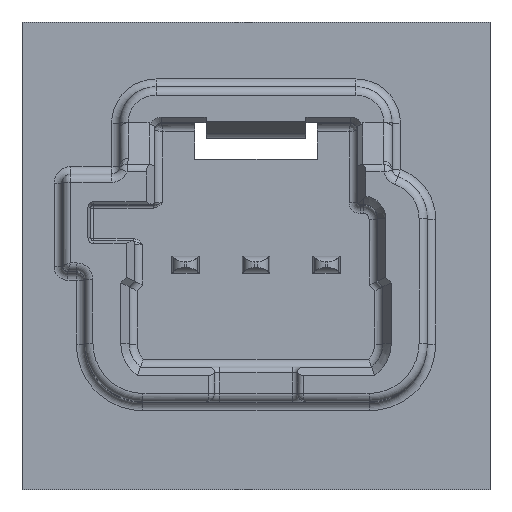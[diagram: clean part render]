
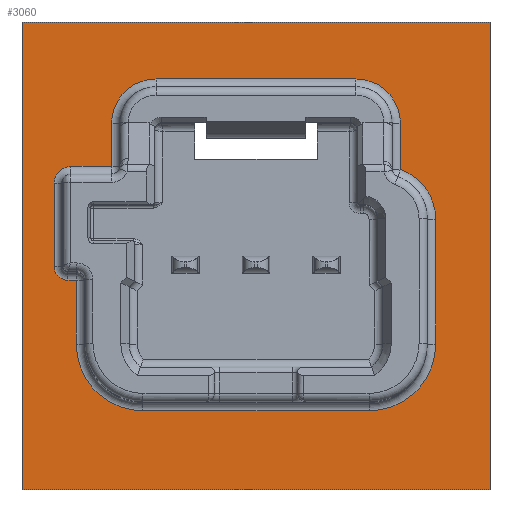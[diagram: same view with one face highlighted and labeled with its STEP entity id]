
A CAD part, top view. The second image highlights one B-rep face of the part: STEP entity #3060.
In plain terms, the highlighted planar face has unit normal (0, 0, 1).
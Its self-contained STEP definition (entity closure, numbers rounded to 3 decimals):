
#1507=AXIS2_PLACEMENT_3D('Circle Axis2P3D',#1505,#1506,$) ;
#2897=AXIS2_PLACEMENT_3D('Circle Axis2P3D',#2895,#2896,$) ;
#2917=AXIS2_PLACEMENT_3D('Plane Axis2P3D',#2914,#2915,#2916) ;
#2962=AXIS2_PLACEMENT_3D('Circle Axis2P3D',#2960,#2961,$) ;
#2976=AXIS2_PLACEMENT_3D('Circle Axis2P3D',#2974,#2975,$) ;
#2990=AXIS2_PLACEMENT_3D('Circle Axis2P3D',#2988,#2989,$) ;
#3011=AXIS2_PLACEMENT_3D('Circle Axis2P3D',#3009,#3010,$) ;
#3025=AXIS2_PLACEMENT_3D('Circle Axis2P3D',#3023,#3024,$) ;
#1449=CARTESIAN_POINT('Line Origine',(0.,6.375,0.)) ;
#1453=CARTESIAN_POINT('Vertex',(3.6,6.375,0.)) ;
#1455=CARTESIAN_POINT('Vertex',(-3.6,6.375,0.)) ;
#1505=CARTESIAN_POINT('Axis2P3D Location',(-3.6,4.775,0.)) ;
#1509=CARTESIAN_POINT('Vertex',(-5.2,4.775,0.)) ;
#2895=CARTESIAN_POINT('Axis2P3D Location',(3.6,4.775,0.)) ;
#2899=CARTESIAN_POINT('Vertex',(5.2,4.775,0.)) ;
#2914=CARTESIAN_POINT('Axis2P3D Location',(-3.375,6.323,0.)) ;
#2919=CARTESIAN_POINT('Line Origine',(0.,8.425,0.)) ;
#2923=CARTESIAN_POINT('Vertex',(8.426,8.425,0.)) ;
#2925=CARTESIAN_POINT('Vertex',(-8.426,8.425,0.)) ;
#2928=CARTESIAN_POINT('Line Origine',(-8.426,0.,0.)) ;
#2932=CARTESIAN_POINT('Vertex',(-8.426,-8.425,0.)) ;
#2935=CARTESIAN_POINT('Line Origine',(0.,-8.425,0.)) ;
#2939=CARTESIAN_POINT('Vertex',(8.426,-8.425,0.)) ;
#2942=CARTESIAN_POINT('Line Origine',(8.426,0.,0.)) ;
#2953=CARTESIAN_POINT('Line Origine',(5.2,3.946,0.)) ;
#2957=CARTESIAN_POINT('Vertex',(5.2,3.118,0.)) ;
#2960=CARTESIAN_POINT('Axis2P3D Location',(4.57,1.325,0.)) ;
#2964=CARTESIAN_POINT('Vertex',(6.47,1.325,0.)) ;
#2967=CARTESIAN_POINT('Line Origine',(6.47,-0.925,0.)) ;
#2971=CARTESIAN_POINT('Vertex',(6.47,-3.175,0.)) ;
#2974=CARTESIAN_POINT('Axis2P3D Location',(4.07,-3.175,0.)) ;
#2978=CARTESIAN_POINT('Vertex',(4.07,-5.575,0.)) ;
#2981=CARTESIAN_POINT('Line Origine',(0.,-5.575,0.)) ;
#2985=CARTESIAN_POINT('Vertex',(-4.07,-5.575,0.)) ;
#2988=CARTESIAN_POINT('Axis2P3D Location',(-4.07,-3.175,0.)) ;
#2992=CARTESIAN_POINT('Vertex',(-6.47,-3.175,0.)) ;
#2995=CARTESIAN_POINT('Line Origine',(-6.47,-2.025,0.)) ;
#2999=CARTESIAN_POINT('Vertex',(-6.47,-0.875,0.)) ;
#3002=CARTESIAN_POINT('Line Origine',(-6.62,-0.875,0.)) ;
#3006=CARTESIAN_POINT('Vertex',(-6.77,-0.875,0.)) ;
#3009=CARTESIAN_POINT('Axis2P3D Location',(-6.77,-0.375,0.)) ;
#3013=CARTESIAN_POINT('Vertex',(-7.27,-0.375,0.)) ;
#3016=CARTESIAN_POINT('Line Origine',(-7.27,1.125,0.)) ;
#3020=CARTESIAN_POINT('Vertex',(-7.27,2.625,0.)) ;
#3023=CARTESIAN_POINT('Axis2P3D Location',(-6.67,2.625,0.)) ;
#3027=CARTESIAN_POINT('Vertex',(-6.67,3.225,0.)) ;
#3030=CARTESIAN_POINT('Line Origine',(-5.935,3.225,0.)) ;
#3034=CARTESIAN_POINT('Vertex',(-5.2,3.225,0.)) ;
#3037=CARTESIAN_POINT('Line Origine',(-5.2,4.,0.)) ;
#1450=DIRECTION('Vector Direction',(1.,0.,0.)) ;
#1506=DIRECTION('Axis2P3D Direction',(-0.,0.,1.)) ;
#2896=DIRECTION('Axis2P3D Direction',(0.,0.,1.)) ;
#2915=DIRECTION('Axis2P3D Direction',(-0.,-0.,-1.)) ;
#2916=DIRECTION('Axis2P3D XDirection',(0.,-1.,0.)) ;
#2920=DIRECTION('Vector Direction',(1.,0.,0.)) ;
#2929=DIRECTION('Vector Direction',(0.,1.,0.)) ;
#2936=DIRECTION('Vector Direction',(-1.,0.,0.)) ;
#2943=DIRECTION('Vector Direction',(0.,-1.,0.)) ;
#2954=DIRECTION('Vector Direction',(0.,-1.,0.)) ;
#2961=DIRECTION('Axis2P3D Direction',(-0.,-0.,-1.)) ;
#2968=DIRECTION('Vector Direction',(0.,-1.,0.)) ;
#2975=DIRECTION('Axis2P3D Direction',(-0.,-0.,-1.)) ;
#2982=DIRECTION('Vector Direction',(1.,0.,0.)) ;
#2989=DIRECTION('Axis2P3D Direction',(-0.,-0.,-1.)) ;
#2996=DIRECTION('Vector Direction',(0.,1.,0.)) ;
#3003=DIRECTION('Vector Direction',(1.,0.,0.)) ;
#3010=DIRECTION('Axis2P3D Direction',(-0.,-0.,-1.)) ;
#3017=DIRECTION('Vector Direction',(0.,1.,0.)) ;
#3024=DIRECTION('Axis2P3D Direction',(-0.,-0.,-1.)) ;
#3031=DIRECTION('Vector Direction',(-1.,0.,0.)) ;
#3038=DIRECTION('Vector Direction',(0.,-1.,0.)) ;
#1451=VECTOR('Line Direction',#1450,1.) ;
#2921=VECTOR('Line Direction',#2920,1.) ;
#2930=VECTOR('Line Direction',#2929,1.) ;
#2937=VECTOR('Line Direction',#2936,1.) ;
#2944=VECTOR('Line Direction',#2943,1.) ;
#2955=VECTOR('Line Direction',#2954,1.) ;
#2969=VECTOR('Line Direction',#2968,1.) ;
#2983=VECTOR('Line Direction',#2982,1.) ;
#2997=VECTOR('Line Direction',#2996,1.) ;
#3004=VECTOR('Line Direction',#3003,1.) ;
#3018=VECTOR('Line Direction',#3017,1.) ;
#3032=VECTOR('Line Direction',#3031,1.) ;
#3039=VECTOR('Line Direction',#3038,1.) ;
#2948=ORIENTED_EDGE('',*,*,#2927,.T.) ;
#2949=ORIENTED_EDGE('',*,*,#2934,.T.) ;
#2950=ORIENTED_EDGE('',*,*,#2941,.T.) ;
#2951=ORIENTED_EDGE('',*,*,#2946,.T.) ;
#3043=ORIENTED_EDGE('',*,*,#2901,.F.) ;
#3044=ORIENTED_EDGE('',*,*,#2959,.F.) ;
#3045=ORIENTED_EDGE('',*,*,#2966,.F.) ;
#3046=ORIENTED_EDGE('',*,*,#2973,.F.) ;
#3047=ORIENTED_EDGE('',*,*,#2980,.F.) ;
#3048=ORIENTED_EDGE('',*,*,#2987,.F.) ;
#3049=ORIENTED_EDGE('',*,*,#2994,.F.) ;
#3050=ORIENTED_EDGE('',*,*,#3001,.F.) ;
#3051=ORIENTED_EDGE('',*,*,#3008,.F.) ;
#3052=ORIENTED_EDGE('',*,*,#3015,.F.) ;
#3053=ORIENTED_EDGE('',*,*,#3022,.F.) ;
#3054=ORIENTED_EDGE('',*,*,#3029,.F.) ;
#3055=ORIENTED_EDGE('',*,*,#3036,.F.) ;
#3056=ORIENTED_EDGE('',*,*,#3041,.F.) ;
#3057=ORIENTED_EDGE('',*,*,#1511,.F.) ;
#3058=ORIENTED_EDGE('',*,*,#1457,.F.) ;
#3059=FACE_BOUND('',#3042,.T.) ;
#3060=ADVANCED_FACE('Bilateral Key A',(#2952,#3059),#2918,.F.) ;
#1508=CIRCLE('generated circle',#1507,1.6) ;
#2898=CIRCLE('generated circle',#2897,1.6) ;
#2963=CIRCLE('generated circle',#2962,1.9) ;
#2977=CIRCLE('generated circle',#2976,2.4) ;
#2991=CIRCLE('generated circle',#2990,2.4) ;
#3012=CIRCLE('generated circle',#3011,0.5) ;
#3026=CIRCLE('generated circle',#3025,0.6) ;
#1457=EDGE_CURVE('',#1454,#1456,#1452,.F.) ;
#1511=EDGE_CURVE('',#1456,#1510,#1508,.T.) ;
#2901=EDGE_CURVE('',#2900,#1454,#2898,.T.) ;
#2927=EDGE_CURVE('',#2924,#2926,#2922,.F.) ;
#2934=EDGE_CURVE('',#2926,#2933,#2931,.F.) ;
#2941=EDGE_CURVE('',#2933,#2940,#2938,.F.) ;
#2946=EDGE_CURVE('',#2940,#2924,#2945,.F.) ;
#2959=EDGE_CURVE('',#2958,#2900,#2956,.F.) ;
#2966=EDGE_CURVE('',#2965,#2958,#2963,.F.) ;
#2973=EDGE_CURVE('',#2972,#2965,#2970,.F.) ;
#2980=EDGE_CURVE('',#2979,#2972,#2977,.F.) ;
#2987=EDGE_CURVE('',#2986,#2979,#2984,.T.) ;
#2994=EDGE_CURVE('',#2993,#2986,#2991,.F.) ;
#3001=EDGE_CURVE('',#3000,#2993,#2998,.F.) ;
#3008=EDGE_CURVE('',#3007,#3000,#3005,.T.) ;
#3015=EDGE_CURVE('',#3014,#3007,#3012,.F.) ;
#3022=EDGE_CURVE('',#3021,#3014,#3019,.F.) ;
#3029=EDGE_CURVE('',#3028,#3021,#3026,.F.) ;
#3036=EDGE_CURVE('',#3035,#3028,#3033,.T.) ;
#3041=EDGE_CURVE('',#1510,#3035,#3040,.T.) ;
#2947=EDGE_LOOP('',(#2948,#2949,#2950,#2951)) ;
#3042=EDGE_LOOP('',(#3043,#3044,#3045,#3046,#3047,#3048,#3049,#3050,#3051,#3052,#3053,#3054,#3055,#3056,#3057,#3058)) ;
#2952=FACE_OUTER_BOUND('',#2947,.T.) ;
#1452=LINE('Line',#1449,#1451) ;
#2922=LINE('Line',#2919,#2921) ;
#2931=LINE('Line',#2928,#2930) ;
#2938=LINE('Line',#2935,#2937) ;
#2945=LINE('Line',#2942,#2944) ;
#2956=LINE('Line',#2953,#2955) ;
#2970=LINE('Line',#2967,#2969) ;
#2984=LINE('Line',#2981,#2983) ;
#2998=LINE('Line',#2995,#2997) ;
#3005=LINE('Line',#3002,#3004) ;
#3019=LINE('Line',#3016,#3018) ;
#3033=LINE('Line',#3030,#3032) ;
#3040=LINE('Line',#3037,#3039) ;
#2918=PLANE('',#2917) ;
#1454=VERTEX_POINT('',#1453) ;
#1456=VERTEX_POINT('',#1455) ;
#1510=VERTEX_POINT('',#1509) ;
#2900=VERTEX_POINT('',#2899) ;
#2924=VERTEX_POINT('',#2923) ;
#2926=VERTEX_POINT('',#2925) ;
#2933=VERTEX_POINT('',#2932) ;
#2940=VERTEX_POINT('',#2939) ;
#2958=VERTEX_POINT('',#2957) ;
#2965=VERTEX_POINT('',#2964) ;
#2972=VERTEX_POINT('',#2971) ;
#2979=VERTEX_POINT('',#2978) ;
#2986=VERTEX_POINT('',#2985) ;
#2993=VERTEX_POINT('',#2992) ;
#3000=VERTEX_POINT('',#2999) ;
#3007=VERTEX_POINT('',#3006) ;
#3014=VERTEX_POINT('',#3013) ;
#3021=VERTEX_POINT('',#3020) ;
#3028=VERTEX_POINT('',#3027) ;
#3035=VERTEX_POINT('',#3034) ;
